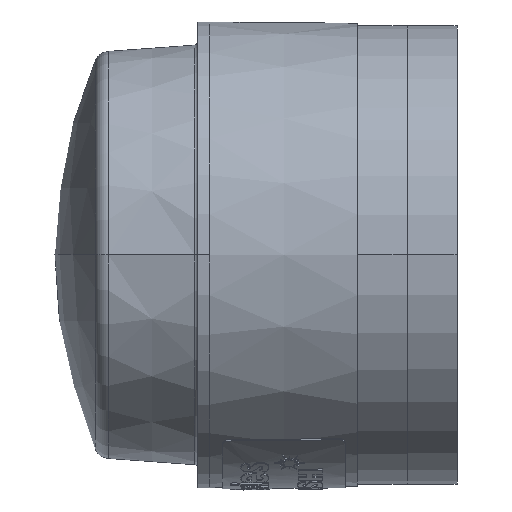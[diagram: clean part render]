
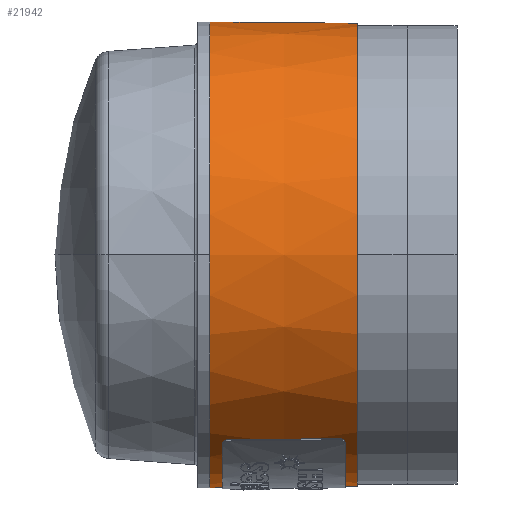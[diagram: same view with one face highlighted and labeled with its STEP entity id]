
A CAD part, left-side view. The second image highlights one B-rep face of the part: STEP entity #21942.
In plain terms, the highlighted conical face has half-angle 0.5 degrees and reference radius 37.675 mm.
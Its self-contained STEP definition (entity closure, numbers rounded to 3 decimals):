
#438 = ORIENTED_EDGE ( 'NONE', *, *, #9444, .F. ) ;
#875 = ORIENTED_EDGE ( 'NONE', *, *, #5939, .T. ) ;
#1372 = CARTESIAN_POINT ( 'NONE',  ( 0., 24., -37.884 ) ) ;
#2377 = EDGE_CURVE ( 'NONE', #18954, #22206, #9940, .T. ) ;
#2807 = AXIS2_PLACEMENT_3D ( 'NONE', #18995, #12969, #17046 ) ;
#5232 = CARTESIAN_POINT ( 'NONE',  ( 0., 24., 0. ) ) ;
#5332 = DIRECTION ( 'NONE',  ( 0., 1., 0. ) ) ;
#5474 = ORIENTED_EDGE ( 'NONE', *, *, #2377, .T. ) ;
#5939 = EDGE_CURVE ( 'NONE', #11444, #18954, #16271, .T. ) ;
#6806 = AXIS2_PLACEMENT_3D ( 'NONE', #5232, #5332, #19172 ) ;
#9038 = DIRECTION ( 'NONE',  ( 0., 1., 0. ) ) ;
#9200 = DIRECTION ( 'NONE',  ( 0., 1., -0.009 ) ) ;
#9444 = EDGE_CURVE ( 'NONE', #19911, #22206, #25437, .T. ) ;
#9940 = LINE ( 'NONE', #25197, #13052 ) ;
#11021 = LINE ( 'NONE', #13498, #16623 ) ;
#11444 = VERTEX_POINT ( 'NONE', #13530 ) ;
#11818 = EDGE_CURVE ( 'NONE', #11444, #19911, #11021, .T. ) ;
#11911 = ORIENTED_EDGE ( 'NONE', *, *, #11818, .F. ) ;
#12586 = EDGE_LOOP ( 'NONE', ( #11911, #875, #5474, #438 ) ) ;
#12969 = DIRECTION ( 'NONE',  ( 0., 1., 0. ) ) ;
#13052 = VECTOR ( 'NONE', #13427, 1000. ) ;
#13427 = DIRECTION ( 'NONE',  ( 0., 1., 0.009 ) ) ;
#13498 = CARTESIAN_POINT ( 'NONE',  ( 0., 0., -37.675 ) ) ;
#13530 = CARTESIAN_POINT ( 'NONE',  ( 0., 0., -37.675 ) ) ;
#14917 = DIRECTION ( 'NONE',  ( 0., 0., 1. ) ) ;
#16271 = CIRCLE ( 'NONE', #22719, 37.675 ) ;
#16623 = VECTOR ( 'NONE', #9200, 1000. ) ;
#17046 = DIRECTION ( 'NONE',  ( 0., 0., 1. ) ) ;
#17174 = FACE_OUTER_BOUND ( 'NONE', #12586, .T. ) ;
#18125 = CONICAL_SURFACE ( 'NONE', #2807, 37.675, 0.009 ) ;
#18954 = VERTEX_POINT ( 'NONE', #23368 ) ;
#18995 = CARTESIAN_POINT ( 'NONE',  ( 0., 0., 0. ) ) ;
#19172 = DIRECTION ( 'NONE',  ( 0., 0., 1. ) ) ;
#19911 = VERTEX_POINT ( 'NONE', #1372 ) ;
#21942 = ADVANCED_FACE ( 'NONE', ( #17174 ), #18125, .T. ) ;
#22206 = VERTEX_POINT ( 'NONE', #25405 ) ;
#22719 = AXIS2_PLACEMENT_3D ( 'NONE', #22850, #9038, #14917 ) ;
#22850 = CARTESIAN_POINT ( 'NONE',  ( 0., 0., 0. ) ) ;
#23368 = CARTESIAN_POINT ( 'NONE',  ( 0., 0., 37.675 ) ) ;
#25197 = CARTESIAN_POINT ( 'NONE',  ( 0., 0., 37.675 ) ) ;
#25405 = CARTESIAN_POINT ( 'NONE',  ( 0., 24., 37.884 ) ) ;
#25437 = CIRCLE ( 'NONE', #6806, 37.884 ) ;
